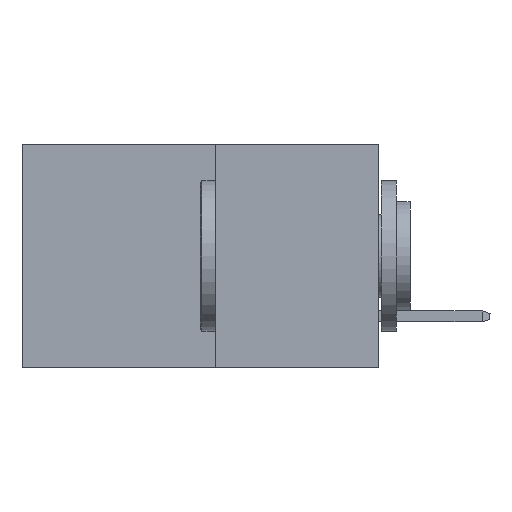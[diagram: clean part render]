
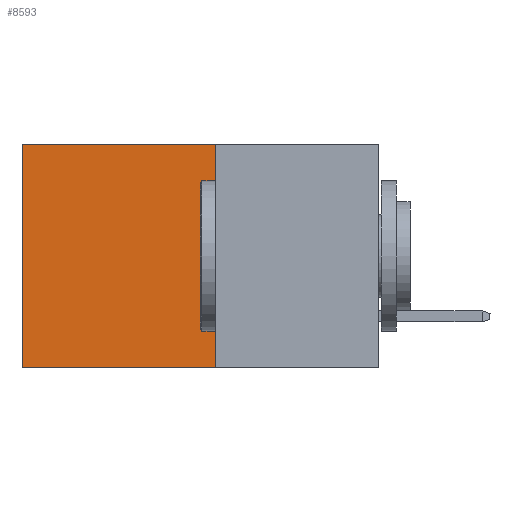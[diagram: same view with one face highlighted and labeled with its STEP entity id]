
A CAD part, left-side view. The second image highlights one B-rep face of the part: STEP entity #8593.
In plain terms, the highlighted planar face has unit normal (-1, 0, 0).
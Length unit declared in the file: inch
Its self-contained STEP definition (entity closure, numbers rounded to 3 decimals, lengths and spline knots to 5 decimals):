
#576 = ORIENTED_EDGE ( 'NONE', *, *, #4662, .F. ) ;
#918 = DIRECTION ( 'NONE',  ( 0., 0., -1. ) ) ;
#1233 = CARTESIAN_POINT ( 'NONE',  ( 0.277, 0.27, -0.37 ) ) ;
#1271 = DIRECTION ( 'NONE',  ( 0., 1., 0. ) ) ;
#2516 = AXIS2_PLACEMENT_3D ( 'NONE', #5659, #8079, #918 ) ;
#3506 = DIRECTION ( 'NONE',  ( 0., 0., -1. ) ) ;
#3591 = VECTOR ( 'NONE', #3506, 39.37008 ) ;
#3948 = LINE ( 'NONE', #11763, #3591 ) ;
#3992 = CARTESIAN_POINT ( 'NONE',  ( 0.277, 0.59, -0.37 ) ) ;
#4405 = PLANE ( 'NONE',  #2516 ) ;
#4477 = ORIENTED_EDGE ( 'NONE', *, *, #13770, .T. ) ;
#4614 = EDGE_CURVE ( 'NONE', #11906, #6073, #14823, .T. ) ;
#4618 = EDGE_LOOP ( 'NONE', ( #7193, #576, #11432, #4477 ) ) ;
#4662 = EDGE_CURVE ( 'NONE', #5542, #6073, #4899, .T. ) ;
#4899 = LINE ( 'NONE', #1233, #5296 ) ;
#5296 = VECTOR ( 'NONE', #1271, 39.37008 ) ;
#5542 = VERTEX_POINT ( 'NONE', #9377 ) ;
#5659 = CARTESIAN_POINT ( 'NONE',  ( 0.277, 0.27, -0.37 ) ) ;
#6073 = VERTEX_POINT ( 'NONE', #12917 ) ;
#6376 = DIRECTION ( 'NONE',  ( 0., 0., -1. ) ) ;
#6802 = DIRECTION ( 'NONE',  ( 0., 1., 0. ) ) ;
#7193 = ORIENTED_EDGE ( 'NONE', *, *, #4614, .T. ) ;
#7468 = FACE_OUTER_BOUND ( 'NONE', #4618, .T. ) ;
#8079 = DIRECTION ( 'NONE',  ( 1., 0., 0. ) ) ;
#8257 = CARTESIAN_POINT ( 'NONE',  ( 0.277, 0.59, 0. ) ) ;
#8593 = ADVANCED_FACE ( 'NONE', ( #7468 ), #4405, .F. ) ;
#8736 = VERTEX_POINT ( 'NONE', #12863 ) ;
#9223 = LINE ( 'NONE', #13613, #14801 ) ;
#9377 = CARTESIAN_POINT ( 'NONE',  ( 0.277, 0.27, -0.37 ) ) ;
#11432 = ORIENTED_EDGE ( 'NONE', *, *, #13312, .F. ) ;
#11763 = CARTESIAN_POINT ( 'NONE',  ( 0.277, 0.27, -0.37 ) ) ;
#11906 = VERTEX_POINT ( 'NONE', #8257 ) ;
#12863 = CARTESIAN_POINT ( 'NONE',  ( 0.277, 0.27, 0. ) ) ;
#12917 = CARTESIAN_POINT ( 'NONE',  ( 0.277, 0.59, -0.37 ) ) ;
#13312 = EDGE_CURVE ( 'NONE', #8736, #5542, #3948, .T. ) ;
#13613 = CARTESIAN_POINT ( 'NONE',  ( 0.277, 0.27, 0. ) ) ;
#13770 = EDGE_CURVE ( 'NONE', #8736, #11906, #9223, .T. ) ;
#14475 = VECTOR ( 'NONE', #6376, 39.37008 ) ;
#14801 = VECTOR ( 'NONE', #6802, 39.37008 ) ;
#14823 = LINE ( 'NONE', #3992, #14475 ) ;
